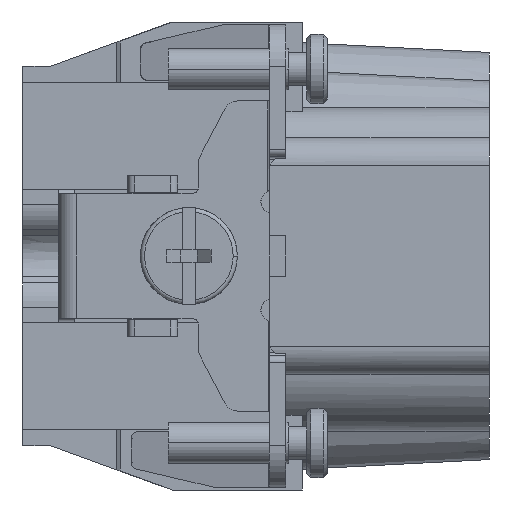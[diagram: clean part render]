
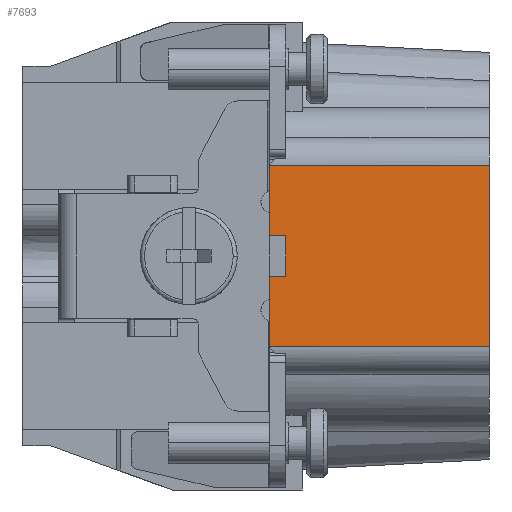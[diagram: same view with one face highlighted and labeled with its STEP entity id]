
A CAD part, left-side view. The second image highlights one B-rep face of the part: STEP entity #7693.
In plain terms, the highlighted planar face has unit normal (-1, 0, 0).
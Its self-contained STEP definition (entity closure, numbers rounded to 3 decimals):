
#7693=ADVANCED_FACE('',(#13989),#10953,.T.);
#10953=PLANE('',#76528);
#13989=FACE_OUTER_BOUND('',#17806,.T.);
#17806=EDGE_LOOP('',(#33027,#33028,#33029,#33030,#33031,#33032,#33033,#33034));
#33027=ORIENTED_EDGE('',*,*,#55300,.T.);
#33028=ORIENTED_EDGE('',*,*,#55301,.T.);
#33029=ORIENTED_EDGE('',*,*,#55302,.F.);
#33030=ORIENTED_EDGE('',*,*,#55303,.F.);
#33031=ORIENTED_EDGE('',*,*,#55304,.T.);
#33032=ORIENTED_EDGE('',*,*,#54563,.T.);
#33033=ORIENTED_EDGE('',*,*,#55299,.T.);
#33034=ORIENTED_EDGE('',*,*,#55305,.F.);
#40326=VERTEX_POINT('',#95990);
#45171=VERTEX_POINT('',#113345);
#45637=VERTEX_POINT('',#115270);
#45638=VERTEX_POINT('',#115274);
#45639=VERTEX_POINT('',#115275);
#45640=VERTEX_POINT('',#115277);
#45641=VERTEX_POINT('',#115279);
#45642=VERTEX_POINT('',#115281);
#54563=EDGE_CURVE('',#40326,#45171,#63867,.T.);
#55299=EDGE_CURVE('',#45171,#45637,#64353,.T.);
#55300=EDGE_CURVE('',#45638,#45639,#64354,.T.);
#55301=EDGE_CURVE('',#45639,#45640,#64355,.T.);
#55302=EDGE_CURVE('',#45641,#45640,#64356,.T.);
#55303=EDGE_CURVE('',#45642,#45641,#64357,.T.);
#55304=EDGE_CURVE('',#45642,#40326,#64358,.T.);
#55305=EDGE_CURVE('',#45638,#45637,#64359,.T.);
#63867=LINE('',#113346,#71314);
#64353=LINE('',#115271,#71800);
#64354=LINE('',#115273,#71801);
#64355=LINE('',#115276,#71802);
#64356=LINE('',#115278,#71803);
#64357=LINE('',#115280,#71804);
#64358=LINE('',#115282,#71805);
#64359=LINE('',#115283,#71806);
#71314=VECTOR('',#90532,1.);
#71800=VECTOR('',#91870,1.);
#71801=VECTOR('',#91873,1.);
#71802=VECTOR('',#91874,1.);
#71803=VECTOR('',#91875,1.);
#71804=VECTOR('',#91876,1.);
#71805=VECTOR('',#91877,1.);
#71806=VECTOR('',#91878,1.);
#76528=AXIS2_PLACEMENT_3D('',#115284,#91879,#91880);
#90532=DIRECTION('',(0.,-1.,0.));
#91870=DIRECTION('',(0.,0.,1.));
#91873=DIRECTION('',(0.,0.,-1.));
#91874=DIRECTION('',(0.,-1.,0.));
#91875=DIRECTION('',(0.,0.,1.));
#91876=DIRECTION('',(0.,-1.,0.));
#91877=DIRECTION('',(0.,0.,-1.));
#91878=DIRECTION('',(0.,-1.,0.));
#91879=DIRECTION('',(-1.,0.,0.));
#91880=DIRECTION('',(0.,-1.,0.));
#95990=CARTESIAN_POINT('',(-55.5,2.4,-6.55));
#113345=CARTESIAN_POINT('',(-55.5,-13.5,-6.55));
#113346=CARTESIAN_POINT('',(-55.5,2.4,-6.55));
#115270=CARTESIAN_POINT('',(-55.5,-13.5,6.55));
#115271=CARTESIAN_POINT('',(-55.5,-13.5,-6.55));
#115273=CARTESIAN_POINT('',(-55.5,2.4,6.55));
#115274=CARTESIAN_POINT('',(-55.5,2.4,6.55));
#115275=CARTESIAN_POINT('',(-55.5,2.4,1.45));
#115276=CARTESIAN_POINT('',(-55.5,2.4,1.45));
#115277=CARTESIAN_POINT('',(-55.5,1.2,1.45));
#115278=CARTESIAN_POINT('',(-55.5,1.2,-1.45));
#115279=CARTESIAN_POINT('',(-55.5,1.2,-1.45));
#115280=CARTESIAN_POINT('',(-55.5,2.4,-1.45));
#115281=CARTESIAN_POINT('',(-55.5,2.4,-1.45));
#115282=CARTESIAN_POINT('',(-55.5,2.4,-1.45));
#115283=CARTESIAN_POINT('',(-55.5,2.4,6.55));
#115284=CARTESIAN_POINT('',(-55.5,20.2,-16.9));
